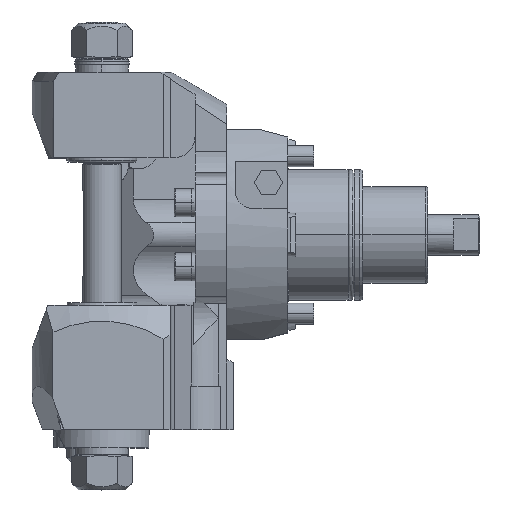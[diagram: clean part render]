
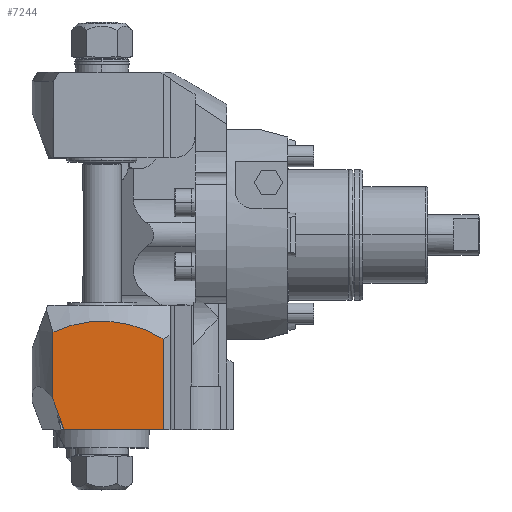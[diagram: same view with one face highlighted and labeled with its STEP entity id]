
A CAD part, top view. The second image highlights one B-rep face of the part: STEP entity #7244.
In plain terms, the highlighted planar face has unit normal (0, 0, 1).
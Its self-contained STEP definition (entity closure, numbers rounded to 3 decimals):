
#96=DIRECTION('',(0.,-1.,0.));
#97=VECTOR('',#96,38.165);
#98=CARTESIAN_POINT('',(-134.274,-55.84,109.));
#99=LINE('',#98,#97);
#125=DIRECTION('',(0.341,-0.94,0.));
#126=VECTOR('',#125,18.611);
#127=CARTESIAN_POINT('',(-134.274,-94.005,109.));
#128=LINE('',#127,#126);
#137=DIRECTION('',(0.,1.,0.));
#138=VECTOR('',#137,51.772);
#139=CARTESIAN_POINT('',(-71.274,-111.5,109.));
#140=LINE('',#139,#138);
#251=DIRECTION('',(-1.,0.,0.));
#252=VECTOR('',#251,56.652);
#253=CARTESIAN_POINT('',(-71.274,-111.5,109.));
#254=LINE('',#253,#252);
#1332=CARTESIAN_POINT('',(-71.274,-59.728,109.));
#1339=CARTESIAN_POINT('',(-106.274,-114.5,109.));
#1340=DIRECTION('',(0.,0.,1.));
#1341=DIRECTION('',(0.538,0.843,0.));
#1342=AXIS2_PLACEMENT_3D('',#1339,#1340,#1341);
#6065=VERTEX_POINT('',#1332);
#6127=CARTESIAN_POINT('',(-134.274,-55.84,109.));
#6128=VERTEX_POINT('',#6127);
#6548=CARTESIAN_POINT('',(-71.274,-111.5,109.));
#6549=VERTEX_POINT('',#6548);
#6562=CARTESIAN_POINT('',(-127.926,-111.5,109.));
#6564=VERTEX_POINT('',#6562);
#6566=CARTESIAN_POINT('',(-134.274,-94.005,109.));
#6567=VERTEX_POINT('',#6566);
#7228=CARTESIAN_POINT('',(-67.274,-87.,109.));
#7229=DIRECTION('',(0.,0.,1.));
#7230=DIRECTION('',(-1.,0.,0.));
#7231=AXIS2_PLACEMENT_3D('',#7228,#7229,#7230);
#7232=PLANE('',#7231);
#7234=ORIENTED_EDGE('',*,*,#7233,.F.);
#7236=ORIENTED_EDGE('',*,*,#7235,.T.);
#7238=ORIENTED_EDGE('',*,*,#7237,.F.);
#7239=ORIENTED_EDGE('',*,*,#7214,.F.);
#7241=ORIENTED_EDGE('',*,*,#7240,.F.);
#7242=EDGE_LOOP('',(#7234,#7236,#7238,#7239,#7241));
#7243=FACE_OUTER_BOUND('',#7242,.F.);
#7244=ADVANCED_FACE('',(#7243),#7232,.T.);
#1343=CIRCLE('',#1342,65.);
#7214=EDGE_CURVE('',#6128,#6567,#99,.T.);
#7233=EDGE_CURVE('',#6549,#6065,#140,.T.);
#7235=EDGE_CURVE('',#6549,#6564,#254,.T.);
#7237=EDGE_CURVE('',#6567,#6564,#128,.T.);
#7240=EDGE_CURVE('',#6065,#6128,#1343,.T.);
